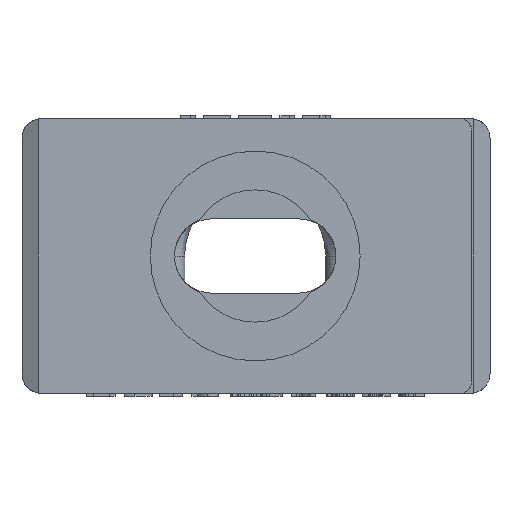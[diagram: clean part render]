
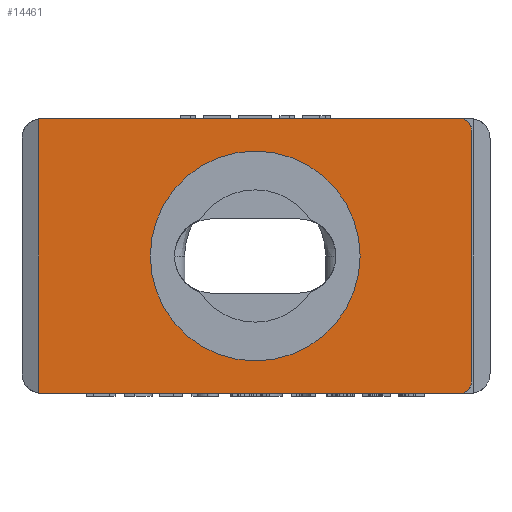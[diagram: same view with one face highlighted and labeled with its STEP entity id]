
A CAD part, front view. The second image highlights one B-rep face of the part: STEP entity #14461.
In plain terms, the highlighted planar face has unit normal (0, -1, 0).
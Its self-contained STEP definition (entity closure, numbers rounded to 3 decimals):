
#26=CARTESIAN_POINT('',(-13.25,-0.5,-7.3));
#27=DIRECTION('',(0.,-1.,0.));
#28=DIRECTION('',(-0.125,0.,-0.992));
#29=AXIS2_PLACEMENT_3D('',#26,#27,#28);
#31=CARTESIAN_POINT('',(-13.25,-0.5,7.3));
#32=DIRECTION('',(0.,-1.,0.));
#33=DIRECTION('',(0.,0.,1.));
#34=AXIS2_PLACEMENT_3D('',#31,#32,#33);
#36=CARTESIAN_POINT('',(12.7,-0.5,7.8));
#37=DIRECTION('',(0.,-1.,0.));
#38=DIRECTION('',(1.,0.,0.));
#39=AXIS2_PLACEMENT_3D('',#36,#37,#38);
#41=DIRECTION('',(0.,0.,1.));
#42=VECTOR('',#41,15.6);
#43=CARTESIAN_POINT('',(13.4,-0.5,-7.8));
#44=LINE('',#43,#42);
#45=CARTESIAN_POINT('',(12.7,-0.5,-7.8));
#46=DIRECTION('',(0.,-1.,0.));
#47=DIRECTION('',(0.,0.,-1.));
#48=AXIS2_PLACEMENT_3D('',#45,#46,#47);
#50=CARTESIAN_POINT('',(0.,-0.5,0.));
#51=DIRECTION('',(0.,1.,0.));
#52=DIRECTION('',(1.,0.,0.));
#53=AXIS2_PLACEMENT_3D('',#50,#51,#52);
#55=CARTESIAN_POINT('',(0.,-0.5,0.));
#56=DIRECTION('',(0.,1.,0.));
#57=DIRECTION('',(-1.,0.,0.));
#58=AXIS2_PLACEMENT_3D('',#55,#56,#57);
#477=DIRECTION('',(1.,0.,0.));
#478=VECTOR('',#477,25.95);
#479=CARTESIAN_POINT('',(-13.25,-0.5,-8.5));
#480=LINE('',#479,#478);
#1902=DIRECTION('',(-1.,0.,0.));
#1903=VECTOR('',#1902,25.95);
#1904=CARTESIAN_POINT('',(12.7,-0.5,8.5));
#1905=LINE('',#1904,#1903);
#5545=DIRECTION('',(0.,0.,1.));
#5546=VECTOR('',#5545,16.981);
#5547=CARTESIAN_POINT('',(-13.4,-0.5,-8.491));
#5548=LINE('',#5547,#5546);
#12033=CARTESIAN_POINT('',(12.7,-0.5,8.5));
#12035=VERTEX_POINT('',#12033);
#12036=CARTESIAN_POINT('',(-13.25,-0.5,8.5));
#12038=VERTEX_POINT('',#12036);
#12434=CARTESIAN_POINT('',(-13.4,-0.5,8.491));
#12435=VERTEX_POINT('',#12434);
#12637=CARTESIAN_POINT('',(-13.4,-0.5,-8.491));
#12638=VERTEX_POINT('',#12637);
#12639=CARTESIAN_POINT('',(-13.25,-0.5,-8.5));
#12640=VERTEX_POINT('',#12639);
#12696=CARTESIAN_POINT('',(12.7,-0.5,-8.5));
#12697=CARTESIAN_POINT('',(13.4,-0.5,-7.8));
#12698=VERTEX_POINT('',#12696);
#12699=VERTEX_POINT('',#12697);
#12704=CARTESIAN_POINT('',(13.4,-0.5,7.8));
#12705=VERTEX_POINT('',#12704);
#13007=CARTESIAN_POINT('',(-6.5,-0.5,0.));
#13008=VERTEX_POINT('',#13007);
#13009=CARTESIAN_POINT('',(6.5,-0.5,0.));
#13010=VERTEX_POINT('',#13009);
#14433=CARTESIAN_POINT('',(-8.002,-0.5,
-6.476));
#14434=DIRECTION('',(0.,-1.,0.));
#14435=DIRECTION('',(1.,0.,0.));
#14436=AXIS2_PLACEMENT_3D('',#14433,#14434,#14435);
#14437=PLANE('',#14436);
#14439=ORIENTED_EDGE('',*,*,#14438,.F.);
#14441=ORIENTED_EDGE('',*,*,#14440,.F.);
#14443=ORIENTED_EDGE('',*,*,#14442,.T.);
#14445=ORIENTED_EDGE('',*,*,#14444,.F.);
#14447=ORIENTED_EDGE('',*,*,#14446,.F.);
#14449=ORIENTED_EDGE('',*,*,#14448,.F.);
#14451=ORIENTED_EDGE('',*,*,#14450,.F.);
#14453=ORIENTED_EDGE('',*,*,#14452,.F.);
#14454=EDGE_LOOP('',(#14439,#14441,#14443,#14445,#14447,#14449,#14451,#14453));
#14455=FACE_OUTER_BOUND('',#14454,.F.);
#14456=ORIENTED_EDGE('',*,*,#14423,.F.);
#14458=ORIENTED_EDGE('',*,*,#14457,.F.);
#14459=EDGE_LOOP('',(#14456,#14458));
#14460=FACE_BOUND('',#14459,.F.);
#14461=ADVANCED_FACE('',(#14455,#14460),#14437,.T.);
#30=CIRCLE('',#29,1.2);
#35=CIRCLE('',#34,1.2);
#40=CIRCLE('',#39,0.7);
#49=CIRCLE('',#48,0.7);
#54=CIRCLE('',#53,6.5);
#59=CIRCLE('',#58,6.5);
#14423=EDGE_CURVE('',#13010,#13008,#54,.T.);
#14438=EDGE_CURVE('',#12640,#12698,#480,.T.);
#14440=EDGE_CURVE('',#12638,#12640,#30,.T.);
#14442=EDGE_CURVE('',#12638,#12435,#5548,.T.);
#14444=EDGE_CURVE('',#12038,#12435,#35,.T.);
#14446=EDGE_CURVE('',#12035,#12038,#1905,.T.);
#14448=EDGE_CURVE('',#12705,#12035,#40,.T.);
#14450=EDGE_CURVE('',#12699,#12705,#44,.T.);
#14452=EDGE_CURVE('',#12698,#12699,#49,.T.);
#14457=EDGE_CURVE('',#13008,#13010,#59,.T.);
